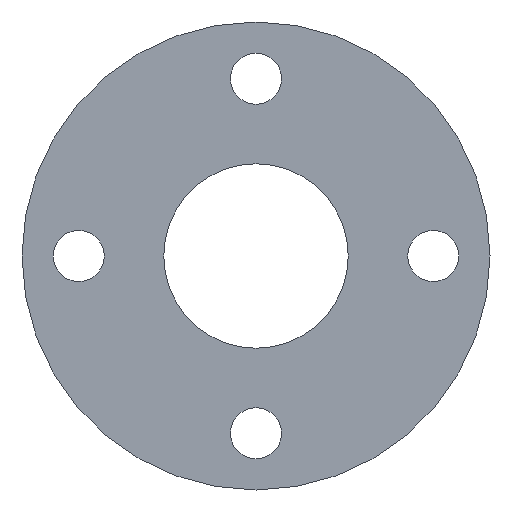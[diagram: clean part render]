
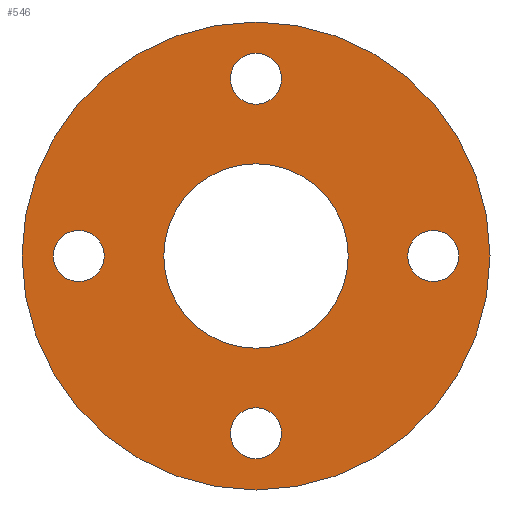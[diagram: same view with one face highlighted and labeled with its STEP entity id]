
A CAD part, front view. The second image highlights one B-rep face of the part: STEP entity #546.
In plain terms, the highlighted planar face has unit normal (0, -1, 0).
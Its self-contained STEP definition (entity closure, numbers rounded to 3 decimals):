
#2 = ORIENTED_EDGE ( 'NONE', *, *, #294, .F. ) ;
#3 = FACE_BOUND ( 'NONE', #551, .T. ) ;
#5 = VERTEX_POINT ( 'NONE', #577 ) ;
#7 = DIRECTION ( 'NONE',  ( 0., 0., -1. ) ) ;
#8 = EDGE_LOOP ( 'NONE', ( #392, #474 ) ) ;
#10 = EDGE_CURVE ( 'NONE', #46, #67, #223, .T. ) ;
#19 = AXIS2_PLACEMENT_3D ( 'NONE', #489, #333, #24 ) ;
#24 = DIRECTION ( 'NONE',  ( 0., 0., -1. ) ) ;
#30 = DIRECTION ( 'NONE',  ( 0., 0., -1. ) ) ;
#32 = PLANE ( 'NONE',  #299 ) ;
#36 = FACE_OUTER_BOUND ( 'NONE', #8, .T. ) ;
#41 = DIRECTION ( 'NONE',  ( 0., 1., 0. ) ) ;
#46 = VERTEX_POINT ( 'NONE', #581 ) ;
#55 = VERTEX_POINT ( 'NONE', #399 ) ;
#65 = CARTESIAN_POINT ( 'NONE',  ( 0., 0., 62.5 ) ) ;
#67 = VERTEX_POINT ( 'NONE', #170 ) ;
#69 = AXIS2_PLACEMENT_3D ( 'NONE', #105, #583, #442 ) ;
#70 = VERTEX_POINT ( 'NONE', #126 ) ;
#80 = DIRECTION ( 'NONE',  ( 0., -1., 0. ) ) ;
#82 = CARTESIAN_POINT ( 'NONE',  ( 0., 0., 32.5 ) ) ;
#83 = EDGE_CURVE ( 'NONE', #141, #386, #449, .T. ) ;
#86 = CARTESIAN_POINT ( 'NONE',  ( 0., 0., 0. ) ) ;
#88 = DIRECTION ( 'NONE',  ( 0., 0., 1. ) ) ;
#96 = AXIS2_PLACEMENT_3D ( 'NONE', #242, #419, #88 ) ;
#101 = CIRCLE ( 'NONE', #482, 32.5 ) ;
#105 = CARTESIAN_POINT ( 'NONE',  ( 0., 0., 0. ) ) ;
#111 = ORIENTED_EDGE ( 'NONE', *, *, #388, .F. ) ;
#122 = CARTESIAN_POINT ( 'NONE',  ( 0., 0., -82.5 ) ) ;
#126 = CARTESIAN_POINT ( 'NONE',  ( 62.5, 0., 9. ) ) ;
#138 = EDGE_LOOP ( 'NONE', ( #2, #296 ) ) ;
#139 = FACE_BOUND ( 'NONE', #138, .T. ) ;
#141 = VERTEX_POINT ( 'NONE', #593 ) ;
#143 = DIRECTION ( 'NONE',  ( 0., -1., 0. ) ) ;
#152 = AXIS2_PLACEMENT_3D ( 'NONE', #169, #533, #565 ) ;
#159 = EDGE_CURVE ( 'NONE', #465, #55, #425, .T. ) ;
#169 = CARTESIAN_POINT ( 'NONE',  ( 0., 0., -62.5 ) ) ;
#170 = CARTESIAN_POINT ( 'NONE',  ( 0., 0., 71.5 ) ) ;
#182 = VERTEX_POINT ( 'NONE', #82 ) ;
#184 = FACE_BOUND ( 'NONE', #383, .T. ) ;
#195 = AXIS2_PLACEMENT_3D ( 'NONE', #584, #80, #30 ) ;
#196 = DIRECTION ( 'NONE',  ( 0., 0., -1. ) ) ;
#208 = VERTEX_POINT ( 'NONE', #303 ) ;
#209 = CARTESIAN_POINT ( 'NONE',  ( 62.5, 0., 0. ) ) ;
#215 = CARTESIAN_POINT ( 'NONE',  ( 62.5, 0., -9. ) ) ;
#219 = FACE_BOUND ( 'NONE', #573, .T. ) ;
#221 = AXIS2_PLACEMENT_3D ( 'NONE', #438, #245, #196 ) ;
#223 = CIRCLE ( 'NONE', #374, 9. ) ;
#225 = DIRECTION ( 'NONE',  ( 0., 1., 0. ) ) ;
#242 = CARTESIAN_POINT ( 'NONE',  ( 0., 0., 0. ) ) ;
#245 = DIRECTION ( 'NONE',  ( 0., -1., 0. ) ) ;
#247 = DIRECTION ( 'NONE',  ( 0., -1., 0. ) ) ;
#250 = CIRCLE ( 'NONE', #96, 82.5 ) ;
#266 = CARTESIAN_POINT ( 'NONE',  ( 0., 0., 82.5 ) ) ;
#278 = CIRCLE ( 'NONE', #19, 9. ) ;
#294 = EDGE_CURVE ( 'NONE', #454, #70, #572, .T. ) ;
#296 = ORIENTED_EDGE ( 'NONE', *, *, #420, .F. ) ;
#299 = AXIS2_PLACEMENT_3D ( 'NONE', #266, #310, #595 ) ;
#303 = CARTESIAN_POINT ( 'NONE',  ( 0., 0., -71.5 ) ) ;
#305 = EDGE_CURVE ( 'NONE', #67, #46, #512, .T. ) ;
#310 = DIRECTION ( 'NONE',  ( 0., -1., 0. ) ) ;
#316 = ORIENTED_EDGE ( 'NONE', *, *, #305, .F. ) ;
#322 = EDGE_CURVE ( 'NONE', #55, #465, #250, .T. ) ;
#333 = DIRECTION ( 'NONE',  ( 0., -1., 0. ) ) ;
#357 = AXIS2_PLACEMENT_3D ( 'NONE', #413, #416, #7 ) ;
#358 = DIRECTION ( 'NONE',  ( 0., 0., 1. ) ) ;
#371 = CARTESIAN_POINT ( 'NONE',  ( 0., 0., 62.5 ) ) ;
#373 = ORIENTED_EDGE ( 'NONE', *, *, #83, .F. ) ;
#374 = AXIS2_PLACEMENT_3D ( 'NONE', #65, #247, #426 ) ;
#383 = EDGE_LOOP ( 'NONE', ( #389, #440 ) ) ;
#386 = VERTEX_POINT ( 'NONE', #390 ) ;
#388 = EDGE_CURVE ( 'NONE', #386, #141, #588, .T. ) ;
#389 = ORIENTED_EDGE ( 'NONE', *, *, #511, .F. ) ;
#390 = CARTESIAN_POINT ( 'NONE',  ( -62.5, 0., -9. ) ) ;
#392 = ORIENTED_EDGE ( 'NONE', *, *, #322, .F. ) ;
#399 = CARTESIAN_POINT ( 'NONE',  ( 0., 0., 82.5 ) ) ;
#403 = CIRCLE ( 'NONE', #152, 9. ) ;
#404 = EDGE_CURVE ( 'NONE', #575, #182, #458, .T. ) ;
#408 = EDGE_LOOP ( 'NONE', ( #417, #316 ) ) ;
#413 = CARTESIAN_POINT ( 'NONE',  ( 62.5, 0., 0. ) ) ;
#416 = DIRECTION ( 'NONE',  ( 0., -1., 0. ) ) ;
#417 = ORIENTED_EDGE ( 'NONE', *, *, #10, .F. ) ;
#419 = DIRECTION ( 'NONE',  ( 0., 1., 0. ) ) ;
#420 = EDGE_CURVE ( 'NONE', #70, #454, #507, .T. ) ;
#425 = CIRCLE ( 'NONE', #452, 82.5 ) ;
#426 = DIRECTION ( 'NONE',  ( 0., 0., -1. ) ) ;
#438 = CARTESIAN_POINT ( 'NONE',  ( -62.5, 0., 0. ) ) ;
#440 = ORIENTED_EDGE ( 'NONE', *, *, #466, .F. ) ;
#441 = AXIS2_PLACEMENT_3D ( 'NONE', #371, #143, #557 ) ;
#442 = DIRECTION ( 'NONE',  ( 0., 0., 1. ) ) ;
#443 = CARTESIAN_POINT ( 'NONE',  ( 0., 0., 0. ) ) ;
#449 = CIRCLE ( 'NONE', #195, 9. ) ;
#452 = AXIS2_PLACEMENT_3D ( 'NONE', #443, #225, #358 ) ;
#454 = VERTEX_POINT ( 'NONE', #215 ) ;
#458 = CIRCLE ( 'NONE', #69, 32.5 ) ;
#465 = VERTEX_POINT ( 'NONE', #122 ) ;
#466 = EDGE_CURVE ( 'NONE', #5, #208, #278, .T. ) ;
#471 = ORIENTED_EDGE ( 'NONE', *, *, #404, .T. ) ;
#473 = DIRECTION ( 'NONE',  ( 0., 0., -1. ) ) ;
#474 = ORIENTED_EDGE ( 'NONE', *, *, #159, .F. ) ;
#476 = ORIENTED_EDGE ( 'NONE', *, *, #553, .T. ) ;
#482 = AXIS2_PLACEMENT_3D ( 'NONE', #86, #41, #498 ) ;
#489 = CARTESIAN_POINT ( 'NONE',  ( 0., 0., -62.5 ) ) ;
#498 = DIRECTION ( 'NONE',  ( 0., 0., 1. ) ) ;
#507 = CIRCLE ( 'NONE', #556, 9. ) ;
#511 = EDGE_CURVE ( 'NONE', #208, #5, #403, .T. ) ;
#512 = CIRCLE ( 'NONE', #441, 9. ) ;
#533 = DIRECTION ( 'NONE',  ( 0., -1., 0. ) ) ;
#544 = FACE_BOUND ( 'NONE', #408, .T. ) ;
#546 = ADVANCED_FACE ( 'NONE', ( #139, #544, #3, #184, #219, #36 ), #32, .T. ) ;
#551 = EDGE_LOOP ( 'NONE', ( #111, #373 ) ) ;
#553 = EDGE_CURVE ( 'NONE', #182, #575, #101, .T. ) ;
#556 = AXIS2_PLACEMENT_3D ( 'NONE', #209, #580, #473 ) ;
#557 = DIRECTION ( 'NONE',  ( 0., 0., -1. ) ) ;
#565 = DIRECTION ( 'NONE',  ( 0., 0., -1. ) ) ;
#572 = CIRCLE ( 'NONE', #357, 9. ) ;
#573 = EDGE_LOOP ( 'NONE', ( #476, #471 ) ) ;
#575 = VERTEX_POINT ( 'NONE', #589 ) ;
#577 = CARTESIAN_POINT ( 'NONE',  ( 0., 0., -53.5 ) ) ;
#580 = DIRECTION ( 'NONE',  ( 0., -1., 0. ) ) ;
#581 = CARTESIAN_POINT ( 'NONE',  ( 0., 0., 53.5 ) ) ;
#583 = DIRECTION ( 'NONE',  ( 0., 1., 0. ) ) ;
#584 = CARTESIAN_POINT ( 'NONE',  ( -62.5, 0., 0. ) ) ;
#588 = CIRCLE ( 'NONE', #221, 9. ) ;
#589 = CARTESIAN_POINT ( 'NONE',  ( 0., 0., -32.5 ) ) ;
#593 = CARTESIAN_POINT ( 'NONE',  ( -62.5, 0., 9. ) ) ;
#595 = DIRECTION ( 'NONE',  ( 0., 0., -1. ) ) ;
